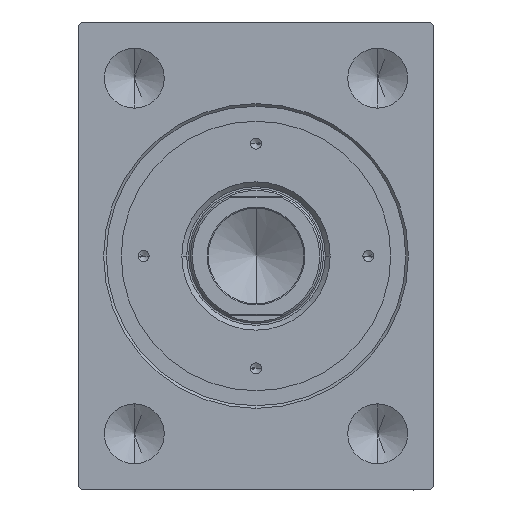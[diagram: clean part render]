
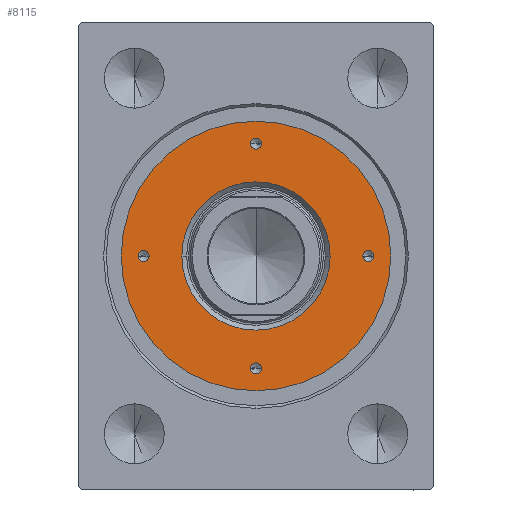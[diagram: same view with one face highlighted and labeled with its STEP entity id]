
A CAD part, left-side view. The second image highlights one B-rep face of the part: STEP entity #8115.
In plain terms, the highlighted face is planar.
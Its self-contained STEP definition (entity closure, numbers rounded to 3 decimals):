
#552 = VERTEX_POINT ( 'NONE', #39666 ) ;
#839 = FACE_BOUND ( 'NONE', #43687, .T. ) ;
#1264 = FACE_BOUND ( 'NONE', #31872, .T. ) ;
#1653 = AXIS2_PLACEMENT_3D ( 'NONE', #36241, #12454, #33124 ) ;
#2187 = DIRECTION ( 'NONE',  ( 0., 0., 1. ) ) ;
#3100 = CARTESIAN_POINT ( 'NONE',  ( -1.5, -30., 92.8 ) ) ;
#3913 = ORIENTED_EDGE ( 'NONE', *, *, #16822, .F. ) ;
#4092 = AXIS2_PLACEMENT_3D ( 'NONE', #10172, #16861, #16643 ) ;
#4689 = EDGE_CURVE ( 'NONE', #39288, #26244, #17586, .T. ) ;
#5029 = CARTESIAN_POINT ( 'NONE',  ( 0., 0., 92.8 ) ) ;
#5051 = DIRECTION ( 'NONE',  ( 0., 0., 1. ) ) ;
#5193 = EDGE_CURVE ( 'NONE', #37230, #15533, #27537, .T. ) ;
#6205 = EDGE_CURVE ( 'NONE', #552, #39613, #6921, .T. ) ;
#6921 = CIRCLE ( 'NONE', #39579, 36. ) ;
#7134 = CARTESIAN_POINT ( 'NONE',  ( 0., -30., 92.8 ) ) ;
#7737 = PLANE ( 'NONE',  #13369 ) ;
#7848 = DIRECTION ( 'NONE',  ( 0., 0., 1. ) ) ;
#8115 = ADVANCED_FACE ( 'NONE', ( #35517, #38419, #839, #1264, #11068, #14432 ), #7737, .T. ) ;
#8235 = EDGE_LOOP ( 'NONE', ( #12276, #34652 ) ) ;
#8894 = CARTESIAN_POINT ( 'NONE',  ( 0., 0., 92.8 ) ) ;
#9156 = DIRECTION ( 'NONE',  ( 0., 0., 1. ) ) ;
#10172 = CARTESIAN_POINT ( 'NONE',  ( 30., 0., 92.8 ) ) ;
#10219 = VERTEX_POINT ( 'NONE', #25234 ) ;
#10887 = DIRECTION ( 'NONE',  ( 1., 0., 0. ) ) ;
#11068 = FACE_BOUND ( 'NONE', #18914, .T. ) ;
#11390 = EDGE_CURVE ( 'NONE', #25580, #40668, #21161, .T. ) ;
#12207 = CARTESIAN_POINT ( 'NONE',  ( 0., -30., 92.8 ) ) ;
#12276 = ORIENTED_EDGE ( 'NONE', *, *, #11390, .F. ) ;
#12454 = DIRECTION ( 'NONE',  ( 0., 0., 1. ) ) ;
#12736 = EDGE_CURVE ( 'NONE', #39613, #552, #16599, .T. ) ;
#12842 = ORIENTED_EDGE ( 'NONE', *, *, #33466, .F. ) ;
#13369 = AXIS2_PLACEMENT_3D ( 'NONE', #42420, #5051, #18634 ) ;
#13519 = EDGE_CURVE ( 'NONE', #33225, #10219, #35181, .T. ) ;
#13709 = EDGE_LOOP ( 'NONE', ( #22404, #33660 ) ) ;
#14096 = ORIENTED_EDGE ( 'NONE', *, *, #12736, .T. ) ;
#14154 = CARTESIAN_POINT ( 'NONE',  ( -28.5, 0., 92.8 ) ) ;
#14432 = FACE_OUTER_BOUND ( 'NONE', #24343, .T. ) ;
#14535 = ORIENTED_EDGE ( 'NONE', *, *, #31705, .T. ) ;
#14990 = CARTESIAN_POINT ( 'NONE',  ( 0., 30., 92.8 ) ) ;
#15495 = DIRECTION ( 'NONE',  ( 0., 0., 1. ) ) ;
#15533 = VERTEX_POINT ( 'NONE', #29343 ) ;
#16299 = DIRECTION ( 'NONE',  ( 1., 0., 0. ) ) ;
#16599 = CIRCLE ( 'NONE', #1653, 36. ) ;
#16643 = DIRECTION ( 'NONE',  ( 1., 0., 0. ) ) ;
#16822 = EDGE_CURVE ( 'NONE', #30225, #19134, #41110, .T. ) ;
#16861 = DIRECTION ( 'NONE',  ( 0., 0., 1. ) ) ;
#16906 = CARTESIAN_POINT ( 'NONE',  ( 19.8, 0., 92.8 ) ) ;
#17266 = CIRCLE ( 'NONE', #27187, 1.5 ) ;
#17586 = CIRCLE ( 'NONE', #26063, 19.8 ) ;
#17873 = DIRECTION ( 'NONE',  ( 1., 0., 0. ) ) ;
#17902 = CARTESIAN_POINT ( 'NONE',  ( -19.8, 0., 92.8 ) ) ;
#17920 = AXIS2_PLACEMENT_3D ( 'NONE', #8894, #36028, #26641 ) ;
#18500 = DIRECTION ( 'NONE',  ( 1., 0., 0. ) ) ;
#18634 = DIRECTION ( 'NONE',  ( 1., 0., 0. ) ) ;
#18914 = EDGE_LOOP ( 'NONE', ( #29888, #14535 ) ) ;
#19068 = EDGE_CURVE ( 'NONE', #10219, #33225, #20567, .T. ) ;
#19120 = DIRECTION ( 'NONE',  ( 1., 0., 0. ) ) ;
#19134 = VERTEX_POINT ( 'NONE', #3100 ) ;
#19158 = DIRECTION ( 'NONE',  ( 0., 0., 1. ) ) ;
#20567 = CIRCLE ( 'NONE', #29777, 1.5 ) ;
#20713 = DIRECTION ( 'NONE',  ( 0., 0., 1. ) ) ;
#20876 = DIRECTION ( 'NONE',  ( 1., 0., 0. ) ) ;
#21161 = CIRCLE ( 'NONE', #38892, 1.5 ) ;
#21551 = ORIENTED_EDGE ( 'NONE', *, *, #31512, .F. ) ;
#21627 = CIRCLE ( 'NONE', #26598, 1.5 ) ;
#21833 = CARTESIAN_POINT ( 'NONE',  ( 0., 30., 92.8 ) ) ;
#22404 = ORIENTED_EDGE ( 'NONE', *, *, #19068, .F. ) ;
#23829 = AXIS2_PLACEMENT_3D ( 'NONE', #14990, #9156, #16299 ) ;
#24343 = EDGE_LOOP ( 'NONE', ( #14096, #33001 ) ) ;
#24890 = DIRECTION ( 'NONE',  ( 0., 0., 1. ) ) ;
#25022 = AXIS2_PLACEMENT_3D ( 'NONE', #7134, #20713, #34270 ) ;
#25234 = CARTESIAN_POINT ( 'NONE',  ( 1.5, 30., 92.8 ) ) ;
#25580 = VERTEX_POINT ( 'NONE', #14154 ) ;
#26063 = AXIS2_PLACEMENT_3D ( 'NONE', #26359, #29680, #40525 ) ;
#26244 = VERTEX_POINT ( 'NONE', #17902 ) ;
#26250 = CARTESIAN_POINT ( 'NONE',  ( -1.5, 30., 92.8 ) ) ;
#26359 = CARTESIAN_POINT ( 'NONE',  ( 0., 0., 92.8 ) ) ;
#26598 = AXIS2_PLACEMENT_3D ( 'NONE', #27534, #31072, #20876 ) ;
#26641 = DIRECTION ( 'NONE',  ( 1., 0., 0. ) ) ;
#26854 = CARTESIAN_POINT ( 'NONE',  ( -36., 0., 92.8 ) ) ;
#27187 = AXIS2_PLACEMENT_3D ( 'NONE', #42231, #24890, #10887 ) ;
#27534 = CARTESIAN_POINT ( 'NONE',  ( -30., 0., 92.8 ) ) ;
#27537 = CIRCLE ( 'NONE', #4092, 1.5 ) ;
#27578 = CARTESIAN_POINT ( 'NONE',  ( -31.5, 0., 92.8 ) ) ;
#28507 = CARTESIAN_POINT ( 'NONE',  ( 1.5, -30., 92.8 ) ) ;
#28735 = CARTESIAN_POINT ( 'NONE',  ( -30., 0., 92.8 ) ) ;
#29343 = CARTESIAN_POINT ( 'NONE',  ( 28.5, 0., 92.8 ) ) ;
#29680 = DIRECTION ( 'NONE',  ( 0., 0., -1. ) ) ;
#29777 = AXIS2_PLACEMENT_3D ( 'NONE', #21833, #19158, #18500 ) ;
#29888 = ORIENTED_EDGE ( 'NONE', *, *, #4689, .T. ) ;
#29993 = ORIENTED_EDGE ( 'NONE', *, *, #5193, .F. ) ;
#30225 = VERTEX_POINT ( 'NONE', #28507 ) ;
#30700 = CIRCLE ( 'NONE', #25022, 1.5 ) ;
#31072 = DIRECTION ( 'NONE',  ( 0., 0., 1. ) ) ;
#31512 = EDGE_CURVE ( 'NONE', #19134, #30225, #30700, .T. ) ;
#31705 = EDGE_CURVE ( 'NONE', #26244, #39288, #38508, .T. ) ;
#31872 = EDGE_LOOP ( 'NONE', ( #3913, #21551 ) ) ;
#32807 = DIRECTION ( 'NONE',  ( 1., 0., 0. ) ) ;
#33001 = ORIENTED_EDGE ( 'NONE', *, *, #6205, .T. ) ;
#33124 = DIRECTION ( 'NONE',  ( 1., 0., 0. ) ) ;
#33225 = VERTEX_POINT ( 'NONE', #26250 ) ;
#33466 = EDGE_CURVE ( 'NONE', #15533, #37230, #17266, .T. ) ;
#33660 = ORIENTED_EDGE ( 'NONE', *, *, #13519, .F. ) ;
#34270 = DIRECTION ( 'NONE',  ( 1., 0., 0. ) ) ;
#34652 = ORIENTED_EDGE ( 'NONE', *, *, #41871, .F. ) ;
#34995 = CARTESIAN_POINT ( 'NONE',  ( 31.5, 0., 92.8 ) ) ;
#35181 = CIRCLE ( 'NONE', #23829, 1.5 ) ;
#35517 = FACE_BOUND ( 'NONE', #8235, .T. ) ;
#36028 = DIRECTION ( 'NONE',  ( 0., 0., -1. ) ) ;
#36093 = AXIS2_PLACEMENT_3D ( 'NONE', #12207, #2187, #19120 ) ;
#36241 = CARTESIAN_POINT ( 'NONE',  ( 0., 0., 92.8 ) ) ;
#37230 = VERTEX_POINT ( 'NONE', #34995 ) ;
#38419 = FACE_BOUND ( 'NONE', #13709, .T. ) ;
#38508 = CIRCLE ( 'NONE', #17920, 19.8 ) ;
#38892 = AXIS2_PLACEMENT_3D ( 'NONE', #28735, #7848, #17873 ) ;
#39288 = VERTEX_POINT ( 'NONE', #16906 ) ;
#39579 = AXIS2_PLACEMENT_3D ( 'NONE', #5029, #15495, #32807 ) ;
#39613 = VERTEX_POINT ( 'NONE', #26854 ) ;
#39666 = CARTESIAN_POINT ( 'NONE',  ( 36., 0., 92.8 ) ) ;
#40525 = DIRECTION ( 'NONE',  ( 1., 0., 0. ) ) ;
#40668 = VERTEX_POINT ( 'NONE', #27578 ) ;
#41110 = CIRCLE ( 'NONE', #36093, 1.5 ) ;
#41871 = EDGE_CURVE ( 'NONE', #40668, #25580, #21627, .T. ) ;
#42231 = CARTESIAN_POINT ( 'NONE',  ( 30., 0., 92.8 ) ) ;
#42420 = CARTESIAN_POINT ( 'NONE',  ( 0., 0., 92.8 ) ) ;
#43687 = EDGE_LOOP ( 'NONE', ( #29993, #12842 ) ) ;
